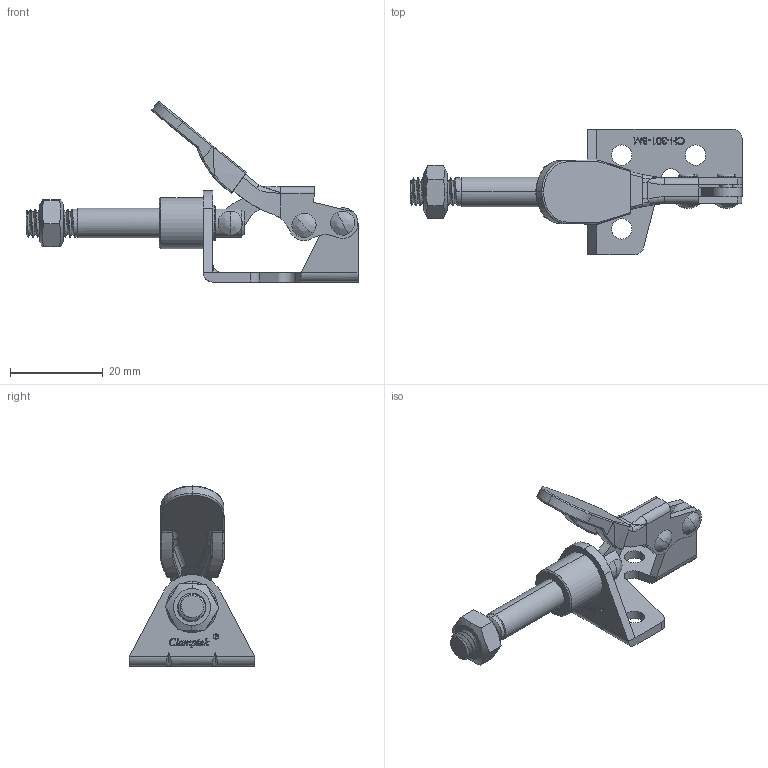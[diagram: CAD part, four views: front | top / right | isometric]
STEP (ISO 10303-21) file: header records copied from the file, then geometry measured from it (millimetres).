
FILE_DESCRIPTION (( 'STEP AP203' ), '1' );
FILE_NAME ('CH-301-BM.STEP', '2017-11-28T09:14:25', ( 'Windows' ), ( 'Microsoft' ), 'SwSTEP 2.0', 'SolidWorks 2015', '' );
FILE_SCHEMA (( 'CONFIG_CONTROL_DESIGN' ));
Length unit declared in the file: millimetre
Products named in the file (11): CH-301-AM-04 CONNECTING-PLATE; CH-301-03-01; CH-301-03-02; CH-301-AM-03 HANDLE; M6 NUT; CH-301-07; CH-301-BM; CH-301-06; CH-301-BM-03; CH-301-BM-01 BASE; CH-301-AM-05 LEAD SET
Assembly tree (11 placements, depth 3):
  CH-301-BM
    CH-301-BM-01 BASE
    CH-301-AM-05 LEAD SET
    CH-301-AM-04 CONNECTING-PLATE
    CH-301-AM-03 HANDLE
      CH-301-03-01
      CH-301-03-02
    CH-301-07
    CH-301-06  x2
    CH-301-BM-03
    M6 NUT
Bounding box: 71.53 x 27 x 38.8 mm (x, y, z)
Volume: 5723.9 mm3; surface area: 8589.5 mm2
Topology: 10 solids, 10 shells, 690 faces, 1846 edges, 1193 vertices
Faces by surface type: plane 247, bspline 217, cylinder 161, cone 37, torus 28
Entity records: 31778 total; most frequent: CARTESIAN_POINT 15565, ORIENTED_EDGE 3604, DIRECTION 2359, EDGE_CURVE 1802, VERTEX_POINT 1177, VECTOR 889, LINE 889, EDGE_LOOP 739
